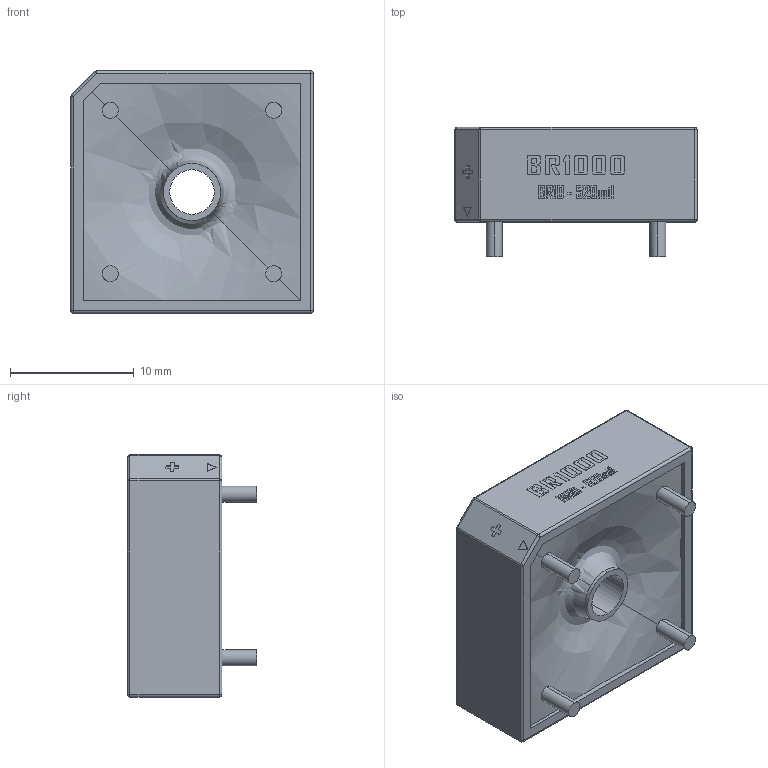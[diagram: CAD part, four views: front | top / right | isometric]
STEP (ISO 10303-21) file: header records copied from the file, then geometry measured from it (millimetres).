
FILE_DESCRIPTION (( 'STEP AP214' ), '1' );
FILE_NAME ('BR10___Max_Size__.STEP', '2023-03-07T19:58:52', ( '' ), ( '' ), 'SwSTEP 2.0', 'SolidWorks 2020', '' );
FILE_SCHEMA (( 'AUTOMOTIVE_DESIGN' ));
Length unit declared in the file: millimetre
Products named in the file (1): BR10___Max_Size__
Bounding box: 19.56 x 10.42 x 19.56 mm (x, y, z)
Volume: 2581.4 mm3; surface area: 1507.5 mm2
Topology: 1 solids, 1 shells, 360 faces, 943 edges, 611 vertices
Faces by surface type: plane 261, bspline 60, cylinder 27, sphere 10, torus 2
Entity records: 15865 total; most frequent: CARTESIAN_POINT 4323, ORIENTED_EDGE 1866, DIRECTION 1449, EDGE_CURVE 933, VECTOR 743, LINE 743, VERTEX_POINT 611, EDGE_LOOP 398
